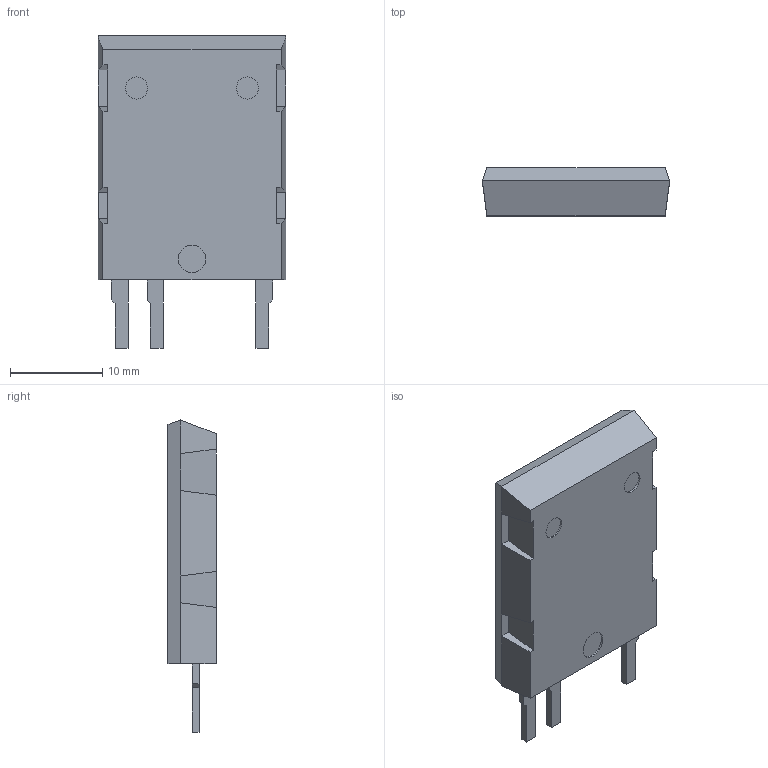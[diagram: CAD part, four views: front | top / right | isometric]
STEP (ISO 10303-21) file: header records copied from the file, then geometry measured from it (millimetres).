
FILE_DESCRIPTION(/* description */ (''),/* implementation_level */ '2;1');
FILE_NAME(/* name */ 'IXYS_ISOPLUS i5-Pak_V.stp',/* time_stamp */ '2016-11-01T14:16:17+01:00',/* author */ ('jchouvet'),/* organization */ (''),/* preprocessor_version */ 'ST-DEVELOPER v16.1',/* originating_system */ 'AutoCAD Mechanical',/* authorisation */ '');
FILE_SCHEMA (('AUTOMOTIVE_DESIGN { 1 0 10303 214 3 1 1 }'));
Length unit declared in the file: millimetre
Products named in the file (1): Product
Bounding box: 20.29 x 5.21 x 33.8 mm (x, y, z)
Volume: 2638.4 mm3; surface area: 2416.1 mm2
Topology: 5 solids, 5 shells, 78 faces, 182 edges, 118 vertices
Faces by surface type: plane 67, cylinder 11
Full cylindrical faces by diameter (mm): 2.4 x2, 3 x1
Entity records: 2208 total; most frequent: CARTESIAN_POINT 376, DIRECTION 359, ORIENTED_EDGE 358, EDGE_CURVE 179, LINE 157, VECTOR 157, VERTEX_POINT 118, AXIS2_PLACEMENT_3D 101
